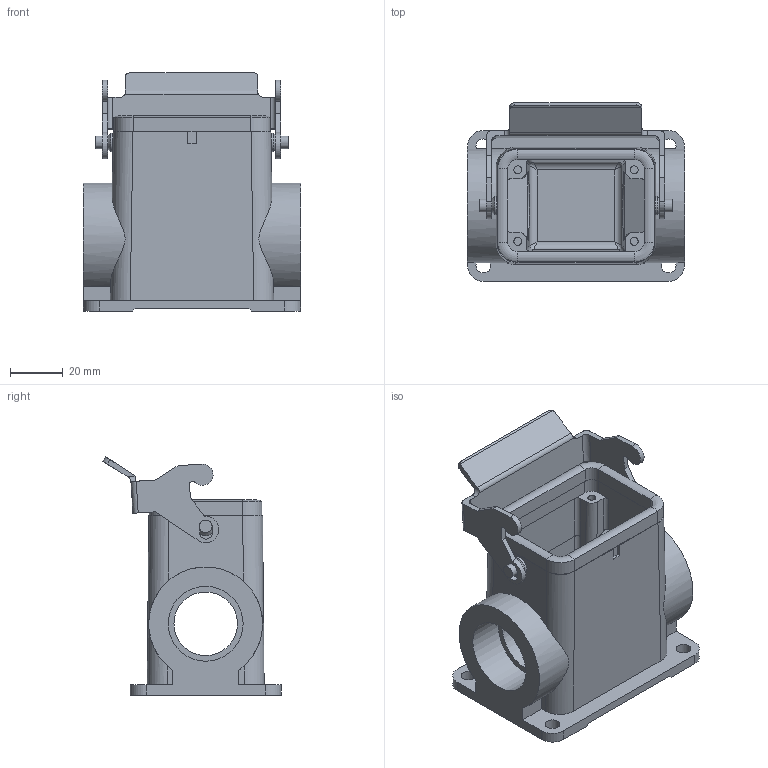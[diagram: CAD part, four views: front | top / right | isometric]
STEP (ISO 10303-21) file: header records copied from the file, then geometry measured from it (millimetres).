
FILE_DESCRIPTION((''),'2;1');
FILE_NAME('04300060292.stp','2020-07-07T15:24:14',('e.eickhoff'),(''),'Autodesk Inventor 2012','Autodesk Inventor 2012','');
FILE_SCHEMA(('AUTOMOTIVE_DESIGN { 1 0 10303 214 1 1 1 1 }'));
Length unit declared in the file: millimetre
Products named in the file (3): 04300060292; Metallbügel 1
Assembly tree (2 placements, depth 2):
  04300060292
    04300060292
    Metallbügel 1
Bounding box: 82 x 67.33 x 90.09 mm (x, y, z)
Volume: 109528.1 mm3; surface area: 44300.4 mm2
Topology: 2 solids, 2 shells, 198 faces, 522 edges, 333 vertices
Faces by surface type: plane 98, cylinder 82, torus 6, sphere 4, bspline 4, cone 4
Full cylindrical faces by diameter (mm): 3 x4, 4.8 x2, 5.6 x4, 7 x2, 24 x2, 28.3 x2
Entity records: 6433 total; most frequent: CARTESIAN_POINT 1418, DIRECTION 1057, ORIENTED_EDGE 978, EDGE_CURVE 489, AXIS2_PLACEMENT_3D 379, VERTEX_POINT 324, VECTOR 299, LINE 299
